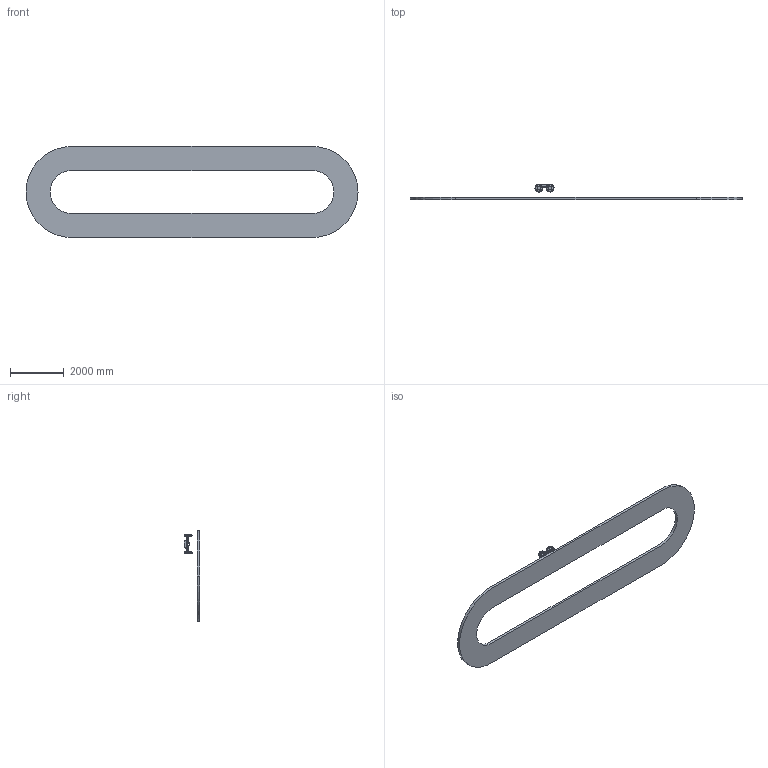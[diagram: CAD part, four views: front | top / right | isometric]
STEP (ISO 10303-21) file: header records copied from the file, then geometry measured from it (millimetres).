
FILE_DESCRIPTION (( 'STEP AP214' ), '1' );
FILE_NAME ('Farmobot v2.1.STEP', '2020-02-26T06:18:22', ( '' ), ( '' ), 'SwSTEP 2.0', 'SolidWorks 2019', '' );
FILE_SCHEMA (( 'AUTOMOTIVE_DESIGN' ));
Length unit declared in the file: millimetre
Products named in the file (197): plough l bracket(right); M4 nut; tractor wheel trial 1; 19x19x1.5x600 alu side bars; pipe; 8mm bearing; angle bracket; M4 screw 30mm; aluminium l bracket(plough); motor lock; jaw 8mm; hinged motor plate; running track; PU spider; 4mm hinge rod; seed blocker; plough l bracket(left); crank nut; m4 nut; bolt; bearing mount; nut; plough pull bar; jaw 6mm; motor mount l; temp flange; motor; 8mm wheel shaft; plough (right; connecting rod; 450 ass; Farmobot v2.1; plough assembly; l bracket plough; seed dispenser; plough and seed motor; crank pin; seed tank assembly; 19x19x1.5x450; seed tank ...
Assembly tree (160 placements, depth 3):
  M4 nut
  tractor wheel trial 1
  19x19x1.5x600 alu side bars
  pipe
  8mm bearing
Bounding box: 12400 x 590.98 x 3400 mm (x, y, z)
Volume: 2345190852.2 mm3; surface area: 53837093.9 mm2
Topology: 156 solids, 156 shells, 3426 faces, 8437 edges, 5470 vertices
Faces by surface type: plane 1520, cylinder 1376, torus 328, cone 162, sphere 32, bspline 8
Entity records: 32865 total; most frequent: CARTESIAN_POINT 6191, DIRECTION 5068, ORIENTED_EDGE 4330, EDGE_CURVE 2165, AXIS2_PLACEMENT_3D 1983, VERTEX_POINT 1406, LINE 1102, VECTOR 1102
